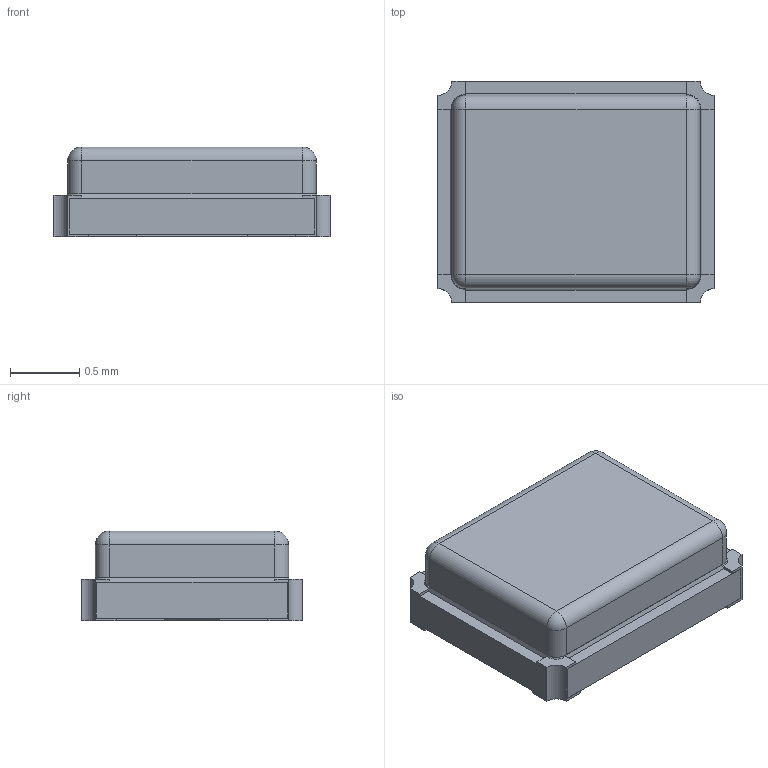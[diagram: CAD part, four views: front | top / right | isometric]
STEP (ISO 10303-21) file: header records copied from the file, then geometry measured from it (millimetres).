
FILE_DESCRIPTION (( 'STEP AP214' ), '1' );
FILE_NAME ('XRCGB.STEP', '2016-04-28T04:24:15', ( 'admin' ), ( 'Microsoft' ), 'SwSTEP 2.0', 'SolidWorks 2013', '' );
FILE_SCHEMA (( 'AUTOMOTIVE_DESIGN' ));
Length unit declared in the file: millimetre
Products named in the file (1): XRCGB
Bounding box: 2 x 1.6 x 0.65 mm (x, y, z)
Volume: 1.8 mm3; surface area: 23.7 mm2
Topology: 6 solids, 6 shells, 114 faces, 298 edges, 192 vertices
Faces by surface type: plane 86, cylinder 24, sphere 4
Entity records: 3501 total; most frequent: CARTESIAN_POINT 625, ORIENTED_EDGE 588, DIRECTION 556, EDGE_CURVE 294, VECTOR 246, LINE 246, VERTEX_POINT 192, AXIS2_PLACEMENT_3D 155
